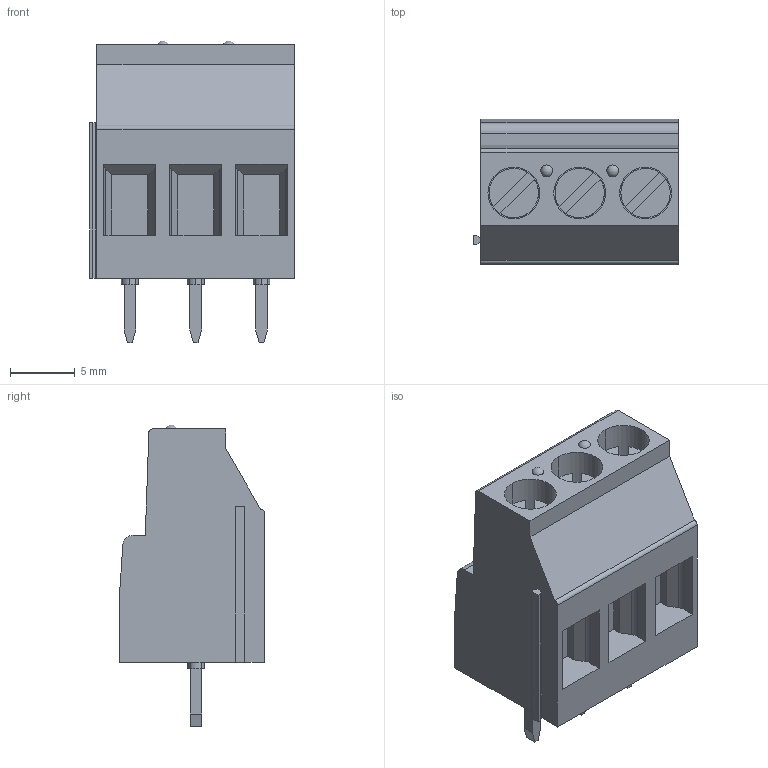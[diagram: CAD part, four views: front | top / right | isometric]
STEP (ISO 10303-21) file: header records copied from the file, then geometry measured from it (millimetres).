
FILE_DESCRIPTION(('Creo Elements/Direct Modeling STEP Export'),'2;1');
FILE_NAME('model.stp','2015-08-27T 7:43:13',(''),(''),'Creo Elements/Direct Modeling STEP processor for AP214 (Solid Model)','Creo Elements/Direct Modeling 18.1B 29-Sep-2012 (C) Parametric Technology GmbH','');
FILE_SCHEMA(('AUTOMOTIVE_DESIGN { 1 0 10303 214 1 1 1 1 }'));
Length unit declared in the file: millimetre
Products named in the file (6): Bohrlochdurchmesser_1; Bohrlochdurchmesser_2; Bohrlochdurchmesser_3; Bohrlochdurchmesser; mkds_3-3-5.08; 1711738_MKDS_3_3-5.08
Assembly tree (5 placements, depth 3):
  1711738_MKDS_3_3-5.08
    mkds_3-3-5.08
    Bohrlochdurchmesser
      Bohrlochdurchmesser_3
      Bohrlochdurchmesser_2
      Bohrlochdurchmesser_1
Bounding box: 15.81 x 11.2 x 23.3 mm (x, y, z)
Volume: 2377.2 mm3; surface area: 1603.1 mm2
Topology: 4 solids, 4 shells, 144 faces, 362 edges, 241 vertices
Faces by surface type: plane 111, cylinder 31, sphere 2
Entity records: 5451 total; most frequent: ORIENTED_EDGE 724, CARTESIAN_POINT 721, DIRECTION 681, EDGE_CURVE 362, VECTOR 279, LINE 279, VERTEX_POINT 241, AXIS2_PLACEMENT_3D 201
